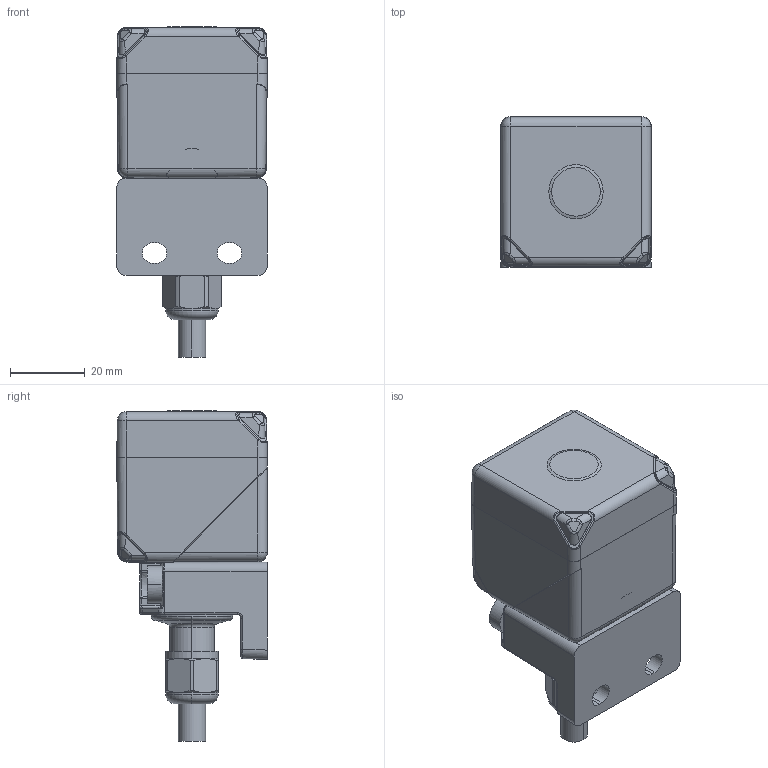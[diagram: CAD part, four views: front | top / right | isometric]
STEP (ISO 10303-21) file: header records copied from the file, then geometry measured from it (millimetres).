
FILE_DESCRIPTION((''),'2;1');
FILE_NAME('DM_CAD-6136_SW0001','2018-10-25T',('creinig-se'),(''),'PRO/ENGINEER BY PARAMETRIC TECHNOLOGY CORPORATION, 2015440','PRO/ENGINEER BY PARAMETRIC TECHNOLOGY CORPORATION, 2015440','');
FILE_SCHEMA(('CONFIG_CONTROL_DESIGN'));
Length unit declared in the file: millimetre
Products named in the file (1): DM_CAD-6136_SW0001
Bounding box: 40.15 x 40.15 x 88.16 mm (x, y, z)
Volume: 87358.9 mm3; surface area: 17232.5 mm2
Topology: 1 solids, 1 shells, 562 faces, 1533 edges, 1013 vertices
Faces by surface type: cylinder 216, plane 193, bspline 51, cone 46, torus 40, sphere 16
Entity records: 25809 total; most frequent: CARTESIAN_POINT 8149, ORIENTED_EDGE 2936, DIRECTION 2594, EDGE_CURVE 1468, AXIS2_PLACEMENT_3D 953, VERTEX_POINT 911, VECTOR 688, LINE 688
